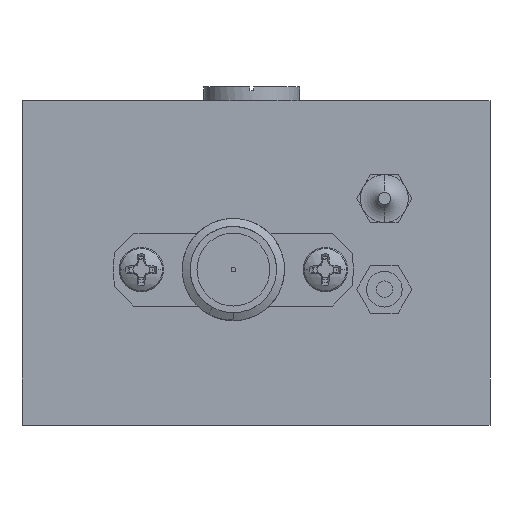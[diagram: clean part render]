
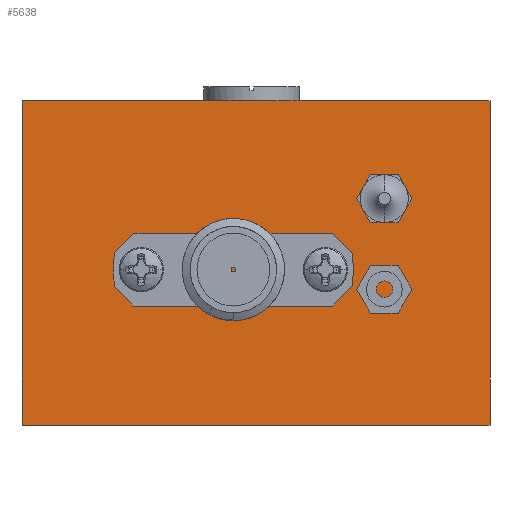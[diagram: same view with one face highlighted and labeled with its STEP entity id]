
A CAD part, left-side view. The second image highlights one B-rep face of the part: STEP entity #5638.
In plain terms, the highlighted planar face has unit normal (-1, 0, 0).
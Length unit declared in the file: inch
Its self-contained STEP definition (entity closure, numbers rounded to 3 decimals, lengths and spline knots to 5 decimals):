
#241 = DIRECTION ( 'NONE',  ( 1., 0., 0. ) ) ;
#688 = LINE ( 'NONE', #4976, #2131 ) ;
#690 = ORIENTED_EDGE ( 'NONE', *, *, #1351, .T. ) ;
#1351 = EDGE_CURVE ( 'NONE', #8665, #15490, #16693, .T. ) ;
#1739 = CARTESIAN_POINT ( 'NONE',  ( -1.35827, -0.61024, 0.84646 ) ) ;
#2131 = VECTOR ( 'NONE', #8720, 39.37008 ) ;
#3409 = CARTESIAN_POINT ( 'NONE',  ( -1.35827, -0.61024, 0.84646 ) ) ;
#4579 = VECTOR ( 'NONE', #5279, 39.37008 ) ;
#4723 = CARTESIAN_POINT ( 'NONE',  ( -1.35827, -0.61024, 0. ) ) ;
#4976 = CARTESIAN_POINT ( 'NONE',  ( -1.35827, 0.61024, 0.84646 ) ) ;
#4978 = LINE ( 'NONE', #3409, #6529 ) ;
#5279 = DIRECTION ( 'NONE',  ( 0., 0., -1. ) ) ;
#5580 = DIRECTION ( 'NONE',  ( 0., 0., -1. ) ) ;
#5637 = ORIENTED_EDGE ( 'NONE', *, *, #16497, .T. ) ;
#5638 = ADVANCED_FACE ( 'NONE', ( #7149 ), #5754, .F. ) ;
#5754 = PLANE ( 'NONE',  #10825 ) ;
#6373 = DIRECTION ( 'NONE',  ( 0., -1., 0. ) ) ;
#6529 = VECTOR ( 'NONE', #6373, 39.37008 ) ;
#7013 = ORIENTED_EDGE ( 'NONE', *, *, #12044, .F. ) ;
#7149 = FACE_OUTER_BOUND ( 'NONE', #8128, .T. ) ;
#7606 = CARTESIAN_POINT ( 'NONE',  ( -1.35827, 0.61024, 0. ) ) ;
#7667 = VECTOR ( 'NONE', #10034, 39.37008 ) ;
#8128 = EDGE_LOOP ( 'NONE', ( #690, #16709, #7013, #5637 ) ) ;
#8665 = VERTEX_POINT ( 'NONE', #7606 ) ;
#8720 = DIRECTION ( 'NONE',  ( 0., 0., -1. ) ) ;
#9115 = CARTESIAN_POINT ( 'NONE',  ( -1.35827, -0.61024, 0.84646 ) ) ;
#10034 = DIRECTION ( 'NONE',  ( 0., -1., 0. ) ) ;
#10825 = AXIS2_PLACEMENT_3D ( 'NONE', #1739, #241, #5580 ) ;
#12044 = EDGE_CURVE ( 'NONE', #14522, #15316, #4978, .T. ) ;
#13207 = LINE ( 'NONE', #9115, #4579 ) ;
#13631 = CARTESIAN_POINT ( 'NONE',  ( -1.35827, 0.61024, 0.84646 ) ) ;
#14368 = EDGE_CURVE ( 'NONE', #15316, #15490, #13207, .T. ) ;
#14522 = VERTEX_POINT ( 'NONE', #13631 ) ;
#15316 = VERTEX_POINT ( 'NONE', #16377 ) ;
#15490 = VERTEX_POINT ( 'NONE', #16988 ) ;
#16377 = CARTESIAN_POINT ( 'NONE',  ( -1.35827, -0.61024, 0.84646 ) ) ;
#16497 = EDGE_CURVE ( 'NONE', #14522, #8665, #688, .T. ) ;
#16693 = LINE ( 'NONE', #4723, #7667 ) ;
#16709 = ORIENTED_EDGE ( 'NONE', *, *, #14368, .F. ) ;
#16988 = CARTESIAN_POINT ( 'NONE',  ( -1.35827, -0.61024, 0. ) ) ;
